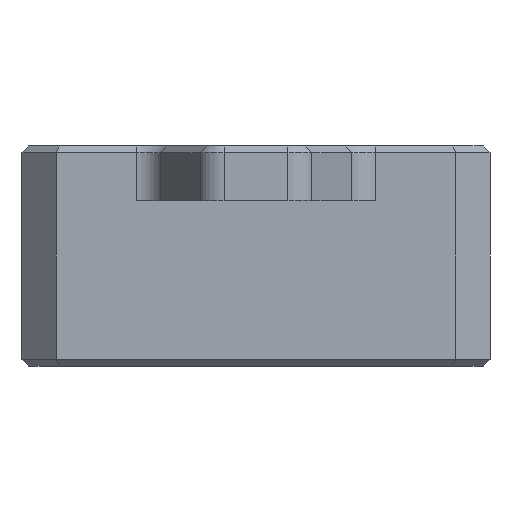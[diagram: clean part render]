
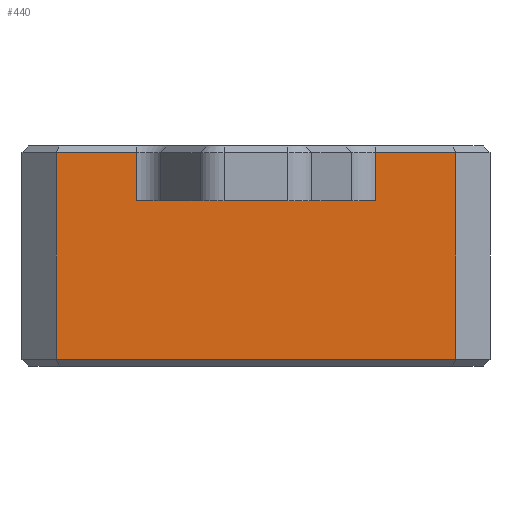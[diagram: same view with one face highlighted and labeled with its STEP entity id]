
A CAD part, left-side view. The second image highlights one B-rep face of the part: STEP entity #440.
In plain terms, the highlighted planar face has unit normal (-1, 0, 0).
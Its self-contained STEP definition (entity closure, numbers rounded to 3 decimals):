
#31 = ORIENTED_EDGE ( 'NONE', *, *, #611, .T. ) ;
#40 = VERTEX_POINT ( 'NONE', #2841 ) ;
#80 = ORIENTED_EDGE ( 'NONE', *, *, #4505, .T. ) ;
#114 = VERTEX_POINT ( 'NONE', #3890 ) ;
#231 = VECTOR ( 'NONE', #3291, 1000. ) ;
#277 = ORIENTED_EDGE ( 'NONE', *, *, #1398, .T. ) ;
#440 = ADVANCED_FACE ( 'NONE', ( #3280 ), #2469, .F. ) ;
#519 = LINE ( 'NONE', #568, #3492 ) ;
#568 = CARTESIAN_POINT ( 'NONE',  ( -17., -8.675, 12. ) ) ;
#611 = EDGE_CURVE ( 'NONE', #1991, #3893, #2203, .T. ) ;
#655 = CARTESIAN_POINT ( 'NONE',  ( -17., -8.675, 15.5 ) ) ;
#773 = VERTEX_POINT ( 'NONE', #1339 ) ;
#797 = VECTOR ( 'NONE', #1252, 1000. ) ;
#873 = CARTESIAN_POINT ( 'NONE',  ( -17., 14.5, 16. ) ) ;
#897 = VECTOR ( 'NONE', #4695, 1000. ) ;
#918 = EDGE_CURVE ( 'NONE', #3730, #40, #1410, .T. ) ;
#919 = VERTEX_POINT ( 'NONE', #3289 ) ;
#1003 = CARTESIAN_POINT ( 'NONE',  ( -17., 0., 12. ) ) ;
#1132 = CARTESIAN_POINT ( 'NONE',  ( -17., 17., 16. ) ) ;
#1206 = LINE ( 'NONE', #1003, #1337 ) ;
#1252 = DIRECTION ( 'NONE',  ( 0., 0., -1. ) ) ;
#1319 = DIRECTION ( 'NONE',  ( 1., 0., 0. ) ) ;
#1337 = VECTOR ( 'NONE', #1402, 1000. ) ;
#1339 = CARTESIAN_POINT ( 'NONE',  ( -17., 8.675, 12. ) ) ;
#1352 = DIRECTION ( 'NONE',  ( 0., 1., 0. ) ) ;
#1367 = DIRECTION ( 'NONE',  ( 0., 0., 1. ) ) ;
#1398 = EDGE_CURVE ( 'NONE', #114, #3730, #3996, .T. ) ;
#1402 = DIRECTION ( 'NONE',  ( 0., -1., 0. ) ) ;
#1410 = LINE ( 'NONE', #3273, #231 ) ;
#1991 = VERTEX_POINT ( 'NONE', #4226 ) ;
#2203 = LINE ( 'NONE', #4736, #4137 ) ;
#2282 = LINE ( 'NONE', #2347, #897 ) ;
#2347 = CARTESIAN_POINT ( 'NONE',  ( -17., 8.675, 12. ) ) ;
#2469 = PLANE ( 'NONE',  #3638 ) ;
#2829 = EDGE_CURVE ( 'NONE', #40, #3710, #2902, .T. ) ;
#2841 = CARTESIAN_POINT ( 'NONE',  ( -17., -14.5, 15.5 ) ) ;
#2902 = LINE ( 'NONE', #3482, #4826 ) ;
#3052 = EDGE_CURVE ( 'NONE', #773, #1991, #2282, .T. ) ;
#3066 = CARTESIAN_POINT ( 'NONE',  ( -17., 14.5, 15.5 ) ) ;
#3273 = CARTESIAN_POINT ( 'NONE',  ( -17., -14.5, 16. ) ) ;
#3280 = FACE_OUTER_BOUND ( 'NONE', #4362, .T. ) ;
#3289 = CARTESIAN_POINT ( 'NONE',  ( -17., -8.675, 12. ) ) ;
#3291 = DIRECTION ( 'NONE',  ( 0., 0., 1. ) ) ;
#3482 = CARTESIAN_POINT ( 'NONE',  ( -17., -8.675, 15.5 ) ) ;
#3492 = VECTOR ( 'NONE', #1367, 1000. ) ;
#3612 = EDGE_CURVE ( 'NONE', #919, #3710, #519, .T. ) ;
#3638 = AXIS2_PLACEMENT_3D ( 'NONE', #1132, #1319, #1352 ) ;
#3710 = VERTEX_POINT ( 'NONE', #655 ) ;
#3730 = VERTEX_POINT ( 'NONE', #4910 ) ;
#3753 = CARTESIAN_POINT ( 'NONE',  ( -17., 17., 0.5 ) ) ;
#3841 = DIRECTION ( 'NONE',  ( 0., 1., 0. ) ) ;
#3890 = CARTESIAN_POINT ( 'NONE',  ( -17., 14.5, 0.5 ) ) ;
#3893 = VERTEX_POINT ( 'NONE', #3066 ) ;
#3996 = LINE ( 'NONE', #3753, #4758 ) ;
#4082 = DIRECTION ( 'NONE',  ( 0., -1., 0. ) ) ;
#4137 = VECTOR ( 'NONE', #4857, 1000. ) ;
#4226 = CARTESIAN_POINT ( 'NONE',  ( -17., 8.675, 15.5 ) ) ;
#4362 = EDGE_LOOP ( 'NONE', ( #4437, #4791, #4605, #4970, #4669, #31, #80, #277 ) ) ;
#4437 = ORIENTED_EDGE ( 'NONE', *, *, #918, .T. ) ;
#4505 = EDGE_CURVE ( 'NONE', #3893, #114, #4784, .T. ) ;
#4605 = ORIENTED_EDGE ( 'NONE', *, *, #3612, .F. ) ;
#4669 = ORIENTED_EDGE ( 'NONE', *, *, #3052, .T. ) ;
#4695 = DIRECTION ( 'NONE',  ( 0., 0., 1. ) ) ;
#4736 = CARTESIAN_POINT ( 'NONE',  ( -17., 14.5, 15.5 ) ) ;
#4758 = VECTOR ( 'NONE', #4082, 1000. ) ;
#4784 = LINE ( 'NONE', #873, #797 ) ;
#4791 = ORIENTED_EDGE ( 'NONE', *, *, #2829, .T. ) ;
#4826 = VECTOR ( 'NONE', #3841, 1000. ) ;
#4857 = DIRECTION ( 'NONE',  ( 0., 1., 0. ) ) ;
#4895 = EDGE_CURVE ( 'NONE', #773, #919, #1206, .T. ) ;
#4910 = CARTESIAN_POINT ( 'NONE',  ( -17., -14.5, 0.5 ) ) ;
#4970 = ORIENTED_EDGE ( 'NONE', *, *, #4895, .F. ) ;
